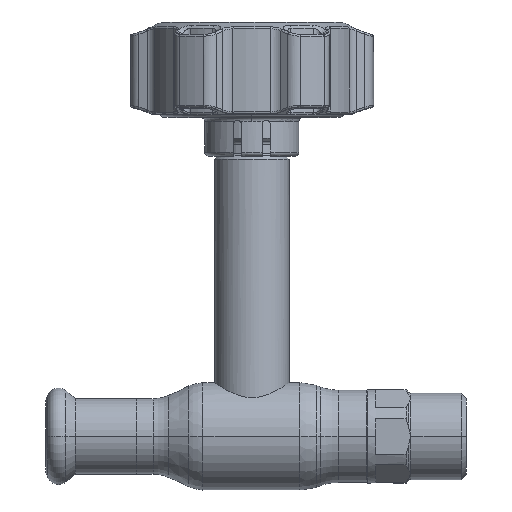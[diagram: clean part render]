
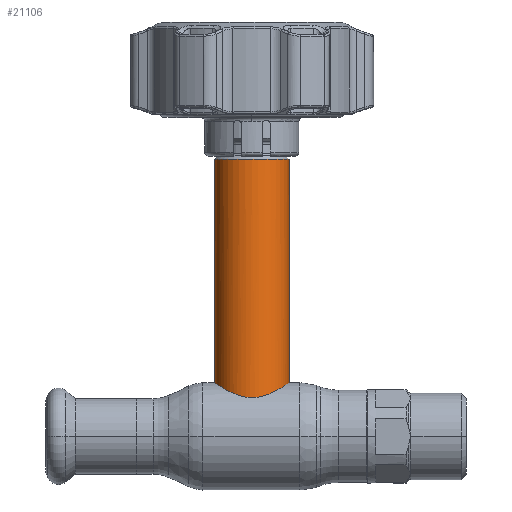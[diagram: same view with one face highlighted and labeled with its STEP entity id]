
A CAD part, top view. The second image highlights one B-rep face of the part: STEP entity #21106.
In plain terms, the highlighted cylindrical face has radius 9 mm (diameter 18 mm), a partial arc.
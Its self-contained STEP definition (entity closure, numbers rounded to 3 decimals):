
#1367 = CARTESIAN_POINT ( 'NONE',  ( 0.609, 9.381, 9. ) ) ;
#1548 = CARTESIAN_POINT ( 'NONE',  ( 3.778, 10.11, 8.174 ) ) ;
#1725 = CARTESIAN_POINT ( 'NONE',  ( -0.618, 9.396, 8.984 ) ) ;
#2565 = CIRCLE ( 'NONE', #22888, 9. ) ;
#4281 = CARTESIAN_POINT ( 'NONE',  ( -9., 13., 0.618 ) ) ;
#4464 = CARTESIAN_POINT ( 'NONE',  ( -4.052, 10.206, 8.057 ) ) ;
#5626 = LINE ( 'NONE', #9775, #14311 ) ;
#6609 = ORIENTED_EDGE ( 'NONE', *, *, #10626, .T. ) ;
#6827 = CARTESIAN_POINT ( 'NONE',  ( 7.112, 11.769, 5.546 ) ) ;
#7005 = CARTESIAN_POINT ( 'NONE',  ( -8.51, 12.665, 2.988 ) ) ;
#7192 = CARTESIAN_POINT ( 'NONE',  ( 8.159, 12.433, 3.81 ) ) ;
#7366 = CARTESIAN_POINT ( 'NONE',  ( -2.971, 9.836, 8.501 ) ) ;
#7703 = FACE_OUTER_BOUND ( 'NONE', #19989, .T. ) ;
#8673 = B_SPLINE_CURVE_WITH_KNOTS ( 'NONE', 3,
 ( #32261, #4281, #12802, #29384, #7005, #10080, #32445, #10435, #29023, #26285, #21214, #21553, #4464, #12465, #7366, #12640, #34620, #26644, #26466, #1725, #15344, #1367, #34798, #24089, #18462, #1548, #23909, #13141, #21025, #29565, #26816, #18631, #6827, #34975, #32075, #9732, #7192, #15521, #23550, #23733, #10251, #9906, #15690, #18280 ),
 .UNSPECIFIED., .F., .F.,
 ( 4, 2, 2, 2, 2, 2, 2, 2, 2, 2, 2, 2, 2, 2, 2, 2, 2, 2, 2, 2, 2, 4 ),
 ( 0., 0.002, 0.004, 0.005, 0.007, 0.009, 0.011, 0.012, 0.013, 0.014, 0.015, 0.016, 0.018, 0.019, 0.02, 0.022, 0.024, 0.025, 0.026, 0.027, 0.028, 0.029 ),
 .UNSPECIFIED. ) ;
#8822 = ORIENTED_EDGE ( 'NONE', *, *, #28476, .F. ) ;
#9732 = CARTESIAN_POINT ( 'NONE',  ( 8.029, 12.347, 4.077 ) ) ;
#9775 = CARTESIAN_POINT ( 'NONE',  ( -9., 0., 0. ) ) ;
#9906 = CARTESIAN_POINT ( 'NONE',  ( 8.985, 12.989, 0.61 ) ) ;
#10080 = CARTESIAN_POINT ( 'NONE',  ( -8.046, 12.358, 4.075 ) ) ;
#10251 = CARTESIAN_POINT ( 'NONE',  ( 8.922, 12.946, 1.22 ) ) ;
#10435 = CARTESIAN_POINT ( 'NONE',  ( -7.11, 11.768, 5.549 ) ) ;
#10626 = EDGE_CURVE ( 'NONE', #22038, #19494, #8673, .T. ) ;
#11050 = DIRECTION ( 'NONE',  ( 0., -1., 0. ) ) ;
#11472 = VECTOR ( 'NONE', #11050, 1000. ) ;
#12465 = CARTESIAN_POINT ( 'NONE',  ( -3.249, 9.924, 8.398 ) ) ;
#12640 = CARTESIAN_POINT ( 'NONE',  ( -2.403, 9.68, 8.678 ) ) ;
#12802 = CARTESIAN_POINT ( 'NONE',  ( -8.937, 12.956, 1.223 ) ) ;
#13141 = CARTESIAN_POINT ( 'NONE',  ( 4.547, 10.422, 7.772 ) ) ;
#13196 = DIRECTION ( 'NONE',  ( -1., 0., 0. ) ) ;
#13991 = ORIENTED_EDGE ( 'NONE', *, *, #22409, .T. ) ;
#14311 = VECTOR ( 'NONE', #34841, 1000. ) ;
#15344 = CARTESIAN_POINT ( 'NONE',  ( -0.308, 9.381, 9. ) ) ;
#15521 = CARTESIAN_POINT ( 'NONE',  ( 8.511, 12.665, 2.987 ) ) ;
#15690 = CARTESIAN_POINT ( 'NONE',  ( 9., 13., 0.305 ) ) ;
#16692 = CARTESIAN_POINT ( 'NONE',  ( 9., 67.169, 0. ) ) ;
#18016 = VERTEX_POINT ( 'NONE', #18331 ) ;
#18280 = CARTESIAN_POINT ( 'NONE',  ( 9., 13., 0. ) ) ;
#18331 = CARTESIAN_POINT ( 'NONE',  ( -9., 67.169, 0. ) ) ;
#18436 = AXIS2_PLACEMENT_3D ( 'NONE', #29909, #35486, #32431 ) ;
#18462 = CARTESIAN_POINT ( 'NONE',  ( 2.969, 9.827, 8.516 ) ) ;
#18631 = CARTESIAN_POINT ( 'NONE',  ( 6.747, 11.55, 5.984 ) ) ;
#19494 = VERTEX_POINT ( 'NONE', #24190 ) ;
#19989 = EDGE_LOOP ( 'NONE', ( #8822, #30539, #13991, #6609 ) ) ;
#20797 = CARTESIAN_POINT ( 'NONE',  ( -9., 13., 0. ) ) ;
#21025 = CARTESIAN_POINT ( 'NONE',  ( 4.79, 10.531, 7.625 ) ) ;
#21106 = ADVANCED_FACE ( 'NONE', ( #7703 ), #24428, .T. ) ;
#21214 = CARTESIAN_POINT ( 'NONE',  ( -5.494, 10.863, 7.151 ) ) ;
#21553 = CARTESIAN_POINT ( 'NONE',  ( -4.552, 10.419, 7.785 ) ) ;
#22038 = VERTEX_POINT ( 'NONE', #20797 ) ;
#22409 = EDGE_CURVE ( 'NONE', #18016, #22038, #5626, .T. ) ;
#22888 = AXIS2_PLACEMENT_3D ( 'NONE', #23615, #27053, #13196 ) ;
#23550 = CARTESIAN_POINT ( 'NONE',  ( 8.691, 12.787, 2.417 ) ) ;
#23615 = CARTESIAN_POINT ( 'NONE',  ( 0., 67.169, 0. ) ) ;
#23733 = CARTESIAN_POINT ( 'NONE',  ( 8.875, 12.914, 1.525 ) ) ;
#23909 = CARTESIAN_POINT ( 'NONE',  ( 4.041, 10.212, 8.047 ) ) ;
#24089 = CARTESIAN_POINT ( 'NONE',  ( 2.405, 9.667, 8.694 ) ) ;
#24190 = CARTESIAN_POINT ( 'NONE',  ( 9., 13., 0. ) ) ;
#24428 = CYLINDRICAL_SURFACE ( 'NONE', #18436, 9. ) ;
#26285 = CARTESIAN_POINT ( 'NONE',  ( -5.938, 11.097, 6.787 ) ) ;
#26466 = CARTESIAN_POINT ( 'NONE',  ( -1.227, 9.456, 8.921 ) ) ;
#26644 = CARTESIAN_POINT ( 'NONE',  ( -1.526, 9.5, 8.875 ) ) ;
#26816 = CARTESIAN_POINT ( 'NONE',  ( 5.933, 11.095, 6.791 ) ) ;
#27053 = DIRECTION ( 'NONE',  ( 0., -1., 0. ) ) ;
#27121 = VERTEX_POINT ( 'NONE', #16692 ) ;
#28476 = EDGE_CURVE ( 'NONE', #27121, #19494, #30527, .T. ) ;
#29023 = CARTESIAN_POINT ( 'NONE',  ( -6.744, 11.549, 5.986 ) ) ;
#29384 = CARTESIAN_POINT ( 'NONE',  ( -8.694, 12.789, 2.406 ) ) ;
#29565 = CARTESIAN_POINT ( 'NONE',  ( 5.496, 10.864, 7.15 ) ) ;
#29909 = CARTESIAN_POINT ( 'NONE',  ( 0., 0., 0. ) ) ;
#30527 = LINE ( 'NONE', #32889, #11472 ) ;
#30539 = ORIENTED_EDGE ( 'NONE', *, *, #35579, .T. ) ;
#32075 = CARTESIAN_POINT ( 'NONE',  ( 7.748, 12.166, 4.589 ) ) ;
#32261 = CARTESIAN_POINT ( 'NONE',  ( -9., 13., 0. ) ) ;
#32431 = DIRECTION ( 'NONE',  ( -1., 0., 0. ) ) ;
#32445 = CARTESIAN_POINT ( 'NONE',  ( -7.764, 12.174, 4.589 ) ) ;
#32889 = CARTESIAN_POINT ( 'NONE',  ( 9., 0., 0. ) ) ;
#34620 = CARTESIAN_POINT ( 'NONE',  ( -2.114, 9.612, 8.753 ) ) ;
#34798 = CARTESIAN_POINT ( 'NONE',  ( 1.215, 9.441, 8.938 ) ) ;
#34841 = DIRECTION ( 'NONE',  ( 0., -1., 0. ) ) ;
#34975 = CARTESIAN_POINT ( 'NONE',  ( 7.597, 12.07, 4.835 ) ) ;
#35486 = DIRECTION ( 'NONE',  ( 0., -1., 0. ) ) ;
#35579 = EDGE_CURVE ( 'NONE', #27121, #18016, #2565, .T. ) ;
